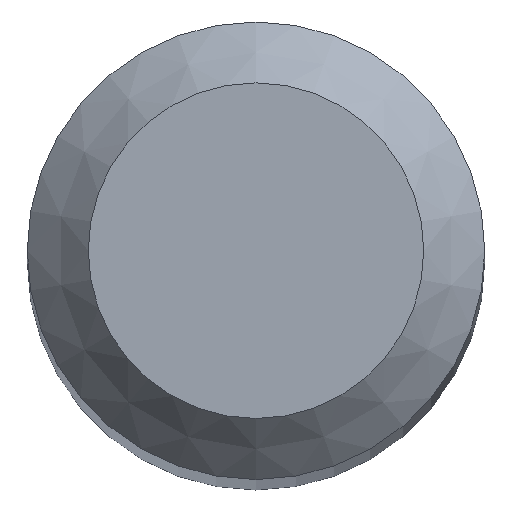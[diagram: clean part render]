
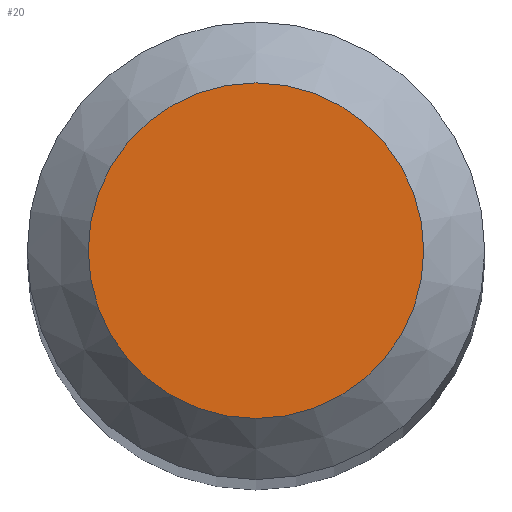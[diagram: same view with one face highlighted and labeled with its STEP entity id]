
A CAD part, top view. The second image highlights one B-rep face of the part: STEP entity #20.
In plain terms, the highlighted planar face has unit normal (0, 0, 1).
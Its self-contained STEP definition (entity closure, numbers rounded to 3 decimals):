
#16 = CARTESIAN_POINT ( 'NONE',  ( 0., 0., 30. ) ) ;
#20 = ADVANCED_FACE ( 'NONE', ( #63 ), #187, .F. ) ;
#45 = CARTESIAN_POINT ( 'NONE',  ( 0., 0., 30. ) ) ;
#50 = CIRCLE ( 'NONE', #106, 0.55 ) ;
#51 = AXIS2_PLACEMENT_3D ( 'NONE', #45, #170, #110 ) ;
#54 = EDGE_CURVE ( 'NONE', #56, #56, #50, .T. ) ;
#56 = VERTEX_POINT ( 'NONE', #149 ) ;
#63 = FACE_OUTER_BOUND ( 'NONE', #128, .T. ) ;
#79 = DIRECTION ( 'NONE',  ( 0., 0., -1. ) ) ;
#106 = AXIS2_PLACEMENT_3D ( 'NONE', #16, #79, #134 ) ;
#109 = ORIENTED_EDGE ( 'NONE', *, *, #54, .F. ) ;
#110 = DIRECTION ( 'NONE',  ( 0., 1., 0. ) ) ;
#128 = EDGE_LOOP ( 'NONE', ( #109 ) ) ;
#134 = DIRECTION ( 'NONE',  ( 0., 1., 0. ) ) ;
#149 = CARTESIAN_POINT ( 'NONE',  ( 0., 0.55, 30. ) ) ;
#170 = DIRECTION ( 'NONE',  ( 0., 0., -1. ) ) ;
#187 = PLANE ( 'NONE',  #51 ) ;
